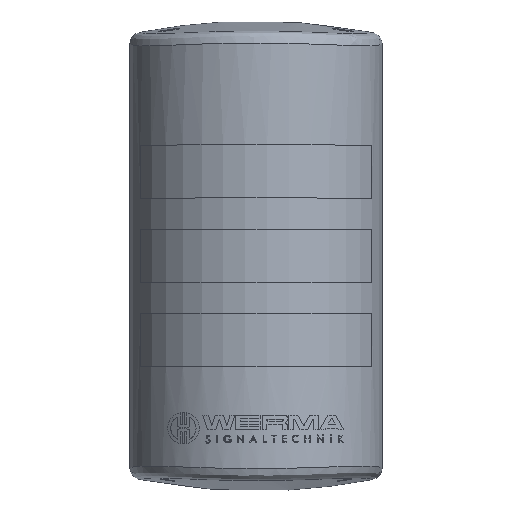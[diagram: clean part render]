
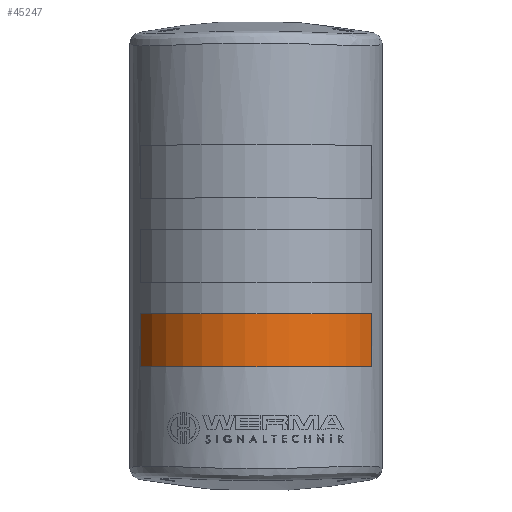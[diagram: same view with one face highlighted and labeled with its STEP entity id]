
A CAD part, top view. The second image highlights one B-rep face of the part: STEP entity #45247.
In plain terms, the highlighted cylindrical face has radius 52.9 mm (diameter 105.8 mm), a partial arc.
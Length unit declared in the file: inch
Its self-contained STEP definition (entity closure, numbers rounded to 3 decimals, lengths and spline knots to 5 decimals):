
#201 = DIRECTION ( 'NONE',  ( 0., -1., 0. ) ) ;
#3910 = VERTEX_POINT ( 'NONE', #20927 ) ;
#3925 = AXIS2_PLACEMENT_3D ( 'NONE', #36000, #201, #39503 ) ;
#4635 = VERTEX_POINT ( 'NONE', #40635 ) ;
#4931 = ORIENTED_EDGE ( 'NONE', *, *, #7768, .T. ) ;
#5166 = VERTEX_POINT ( 'NONE', #21488 ) ;
#5688 = EDGE_LOOP ( 'NONE', ( #4931, #8189, #23650, #9625 ) ) ;
#7768 = EDGE_CURVE ( 'NONE', #11833, #3910, #21134, .T. ) ;
#7860 = EDGE_CURVE ( 'NONE', #4635, #11833, #38170, .T. ) ;
#8189 = ORIENTED_EDGE ( 'NONE', *, *, #44342, .F. ) ;
#9625 = ORIENTED_EDGE ( 'NONE', *, *, #7860, .T. ) ;
#11532 = DIRECTION ( 'NONE',  ( 0., -1., 0. ) ) ;
#11833 = VERTEX_POINT ( 'NONE', #12184 ) ;
#11875 = EDGE_CURVE ( 'NONE', #5166, #4635, #31156, .T. ) ;
#12003 = AXIS2_PLACEMENT_3D ( 'NONE', #33882, #44393, #37534 ) ;
#12184 = CARTESIAN_POINT ( 'NONE',  ( 1.88755, -0.94488, 0.37593 ) ) ;
#14409 = CYLINDRICAL_SURFACE ( 'NONE', #3925, 2.08268 ) ;
#14862 = CARTESIAN_POINT ( 'NONE',  ( 0., -0.94488, -0.50424 ) ) ;
#17306 = LINE ( 'NONE', #36709, #31493 ) ;
#20927 = CARTESIAN_POINT ( 'NONE',  ( -1.88755, -0.94488, 0.37593 ) ) ;
#21134 = CIRCLE ( 'NONE', #43190, 2.08268 ) ;
#21488 = CARTESIAN_POINT ( 'NONE',  ( -1.88755, -1.81102, 0.37593 ) ) ;
#23650 = ORIENTED_EDGE ( 'NONE', *, *, #11875, .T. ) ;
#27959 = FACE_OUTER_BOUND ( 'NONE', #5688, .T. ) ;
#31156 = CIRCLE ( 'NONE', #12003, 2.08268 ) ;
#31250 = DIRECTION ( 'NONE',  ( 0., 1., 0. ) ) ;
#31493 = VECTOR ( 'NONE', #33066, 39.37008 ) ;
#33066 = DIRECTION ( 'NONE',  ( 0., 1., 0. ) ) ;
#33882 = CARTESIAN_POINT ( 'NONE',  ( 0., -1.81102, -0.50424 ) ) ;
#36000 = CARTESIAN_POINT ( 'NONE',  ( 0., -1.37795, -0.50424 ) ) ;
#36709 = CARTESIAN_POINT ( 'NONE',  ( -1.88755, -1.37795, 0.37593 ) ) ;
#37534 = DIRECTION ( 'NONE',  ( 0., 0., -1. ) ) ;
#38170 = LINE ( 'NONE', #40535, #38764 ) ;
#38764 = VECTOR ( 'NONE', #31250, 39.37008 ) ;
#39503 = DIRECTION ( 'NONE',  ( 0., 0., -1. ) ) ;
#40377 = DIRECTION ( 'NONE',  ( 0., 0., -1. ) ) ;
#40535 = CARTESIAN_POINT ( 'NONE',  ( 1.88755, -1.37795, 0.37593 ) ) ;
#40635 = CARTESIAN_POINT ( 'NONE',  ( 1.88755, -1.81102, 0.37593 ) ) ;
#43190 = AXIS2_PLACEMENT_3D ( 'NONE', #14862, #11532, #40377 ) ;
#44342 = EDGE_CURVE ( 'NONE', #5166, #3910, #17306, .T. ) ;
#44393 = DIRECTION ( 'NONE',  ( 0., 1., 0. ) ) ;
#45247 = ADVANCED_FACE ( 'NONE', ( #27959 ), #14409, .T. ) ;
